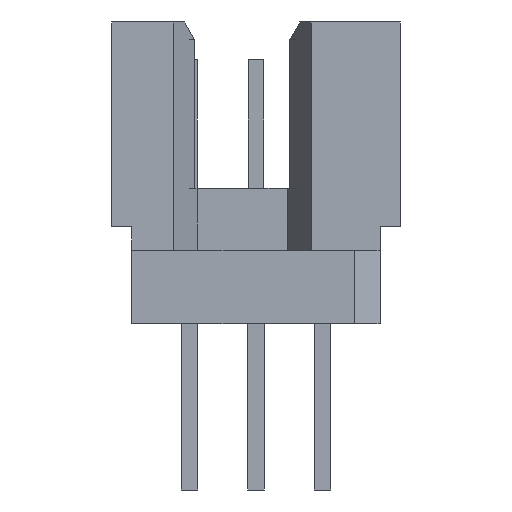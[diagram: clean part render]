
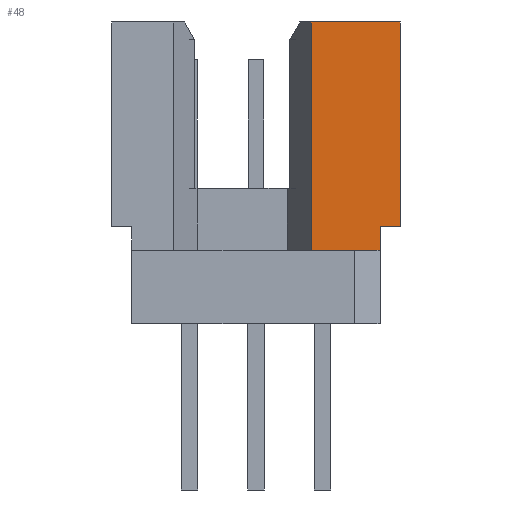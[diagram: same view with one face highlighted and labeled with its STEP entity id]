
A CAD part, left-side view. The second image highlights one B-rep face of the part: STEP entity #48.
In plain terms, the highlighted planar face has unit normal (-1, 0, 0).
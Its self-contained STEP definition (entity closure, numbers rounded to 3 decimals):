
#48=ADVANCED_FACE('',(#1138),#1139,.F.);
#1138=FACE_OUTER_BOUND('',#3518,.T.);
#1139=PLANE('',#3519);
#3518=EDGE_LOOP('',(#5912,#5913,#5914,#5915,#5916,#5917));
#3519=AXIS2_PLACEMENT_3D('',#5918,#5919,#5920);
#5912=ORIENTED_EDGE('',*,*,#14457,.F.);
#5913=ORIENTED_EDGE('',*,*,#14458,.F.);
#5914=ORIENTED_EDGE('',*,*,#14459,.F.);
#5915=ORIENTED_EDGE('',*,*,#14460,.F.);
#5916=ORIENTED_EDGE('',*,*,#14461,.F.);
#5917=ORIENTED_EDGE('',*,*,#14462,.F.);
#5918=CARTESIAN_POINT('',(-44.045,0.0,0.0));
#5919=DIRECTION('',(1.0,0.0,0.0));
#5920=DIRECTION('',(0.0,1.0,0.0));
#14457=EDGE_CURVE('',#17108,#17109,#17110,.T.);
#14458=EDGE_CURVE('',#17111,#17108,#17112,.T.);
#14459=EDGE_CURVE('',#17113,#17111,#17114,.T.);
#14460=EDGE_CURVE('',#17115,#17113,#17116,.T.);
#14461=EDGE_CURVE('',#17117,#17115,#17118,.T.);
#14462=EDGE_CURVE('',#17109,#17117,#17119,.T.);
#17108=VERTEX_POINT('',#21515);
#17109=VERTEX_POINT('',#21516);
#17110=LINE('',#21517,#21518);
#17111=VERTEX_POINT('',#21519);
#17112=LINE('',#21520,#21521);
#17113=VERTEX_POINT('',#21522);
#17114=LINE('',#21523,#21524);
#17115=VERTEX_POINT('',#21525);
#17116=LINE('',#21526,#21527);
#17117=VERTEX_POINT('',#21528);
#17118=LINE('',#21529,#21530);
#17119=LINE('',#21531,#21532);
#21515=CARTESIAN_POINT('',(-44.045,-5.5,0.0));
#21516=CARTESIAN_POINT('',(-44.045,-5.5,-7.8));
#21517=CARTESIAN_POINT('',(-44.045,-5.5,0.0));
#21518=VECTOR('',#28557,7.8);
#21519=CARTESIAN_POINT('',(-44.045,-2.105,0.0));
#21520=CARTESIAN_POINT('',(-44.045,-2.105,0.0));
#21521=VECTOR('',#28558,3.395);
#21522=CARTESIAN_POINT('',(-44.045,-2.105,-8.715));
#21523=CARTESIAN_POINT('',(-44.045,-2.105,-8.715));
#21524=VECTOR('',#28559,8.715);
#21525=CARTESIAN_POINT('',(-44.045,-4.735,-8.715));
#21526=CARTESIAN_POINT('',(-44.045,-4.735,-8.715));
#21527=VECTOR('',#28560,2.63);
#21528=CARTESIAN_POINT('',(-44.045,-4.735,-7.8));
#21529=CARTESIAN_POINT('',(-44.045,-4.735,-7.8));
#21530=VECTOR('',#28561,0.915);
#21531=CARTESIAN_POINT('',(-44.045,-5.5,-7.8));
#21532=VECTOR('',#28562,0.765);
#28557=DIRECTION('',(0.0,0.0,-1.0));
#28558=DIRECTION('',(0.0,-1.0,0.0));
#28559=DIRECTION('',(0.0,0.0,1.0));
#28560=DIRECTION('',(0.0,1.0,0.0));
#28561=DIRECTION('',(0.0,0.0,-1.0));
#28562=DIRECTION('',(0.0,1.0,0.0));
